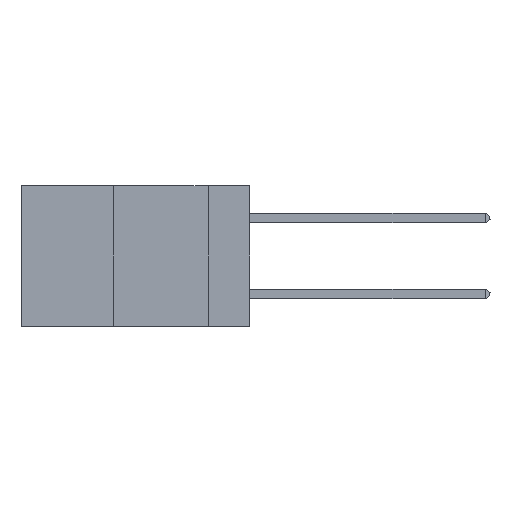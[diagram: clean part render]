
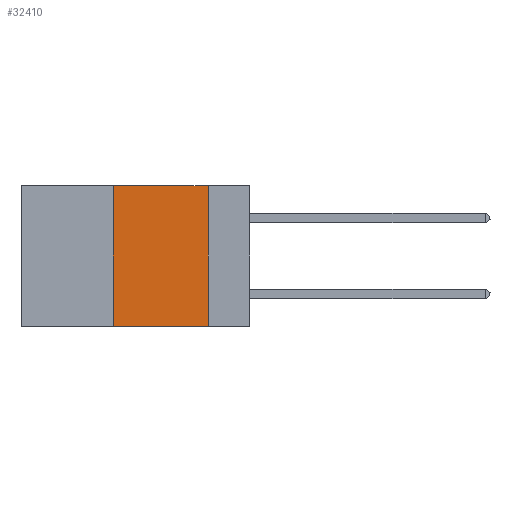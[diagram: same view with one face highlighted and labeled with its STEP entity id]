
A CAD part, left-side view. The second image highlights one B-rep face of the part: STEP entity #32410.
In plain terms, the highlighted planar face has unit normal (-1, 0, 0).
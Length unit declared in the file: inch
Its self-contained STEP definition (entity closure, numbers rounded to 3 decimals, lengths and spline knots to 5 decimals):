
#888 = EDGE_CURVE ( 'NONE', #20008, #16457, #30776, .T. ) ;
#1714 = DIRECTION ( 'NONE',  ( 0., 0., -1. ) ) ;
#9515 = DIRECTION ( 'NONE',  ( 0., -1., 0. ) ) ;
#9999 = FACE_OUTER_BOUND ( 'NONE', #29621, .T. ) ;
#10939 = PLANE ( 'NONE',  #37889 ) ;
#12882 = DIRECTION ( 'NONE',  ( 0., 0., -1. ) ) ;
#14728 = CARTESIAN_POINT ( 'NONE',  ( 0., 0.36, 0. ) ) ;
#16243 = ORIENTED_EDGE ( 'NONE', *, *, #17428, .T. ) ;
#16457 = VERTEX_POINT ( 'NONE', #25225 ) ;
#17422 = DIRECTION ( 'NONE',  ( 0., -1., 0. ) ) ;
#17428 = EDGE_CURVE ( 'NONE', #34929, #16457, #34154, .T. ) ;
#17962 = VECTOR ( 'NONE', #17422, 39.37008 ) ;
#18093 = VECTOR ( 'NONE', #9515, 39.37008 ) ;
#19039 = LINE ( 'NONE', #36844, #18093 ) ;
#19735 = LINE ( 'NONE', #35550, #34962 ) ;
#20008 = VERTEX_POINT ( 'NONE', #22086 ) ;
#20210 = DIRECTION ( 'NONE',  ( 1., 0., 0. ) ) ;
#20508 = ORIENTED_EDGE ( 'NONE', *, *, #888, .F. ) ;
#22086 = CARTESIAN_POINT ( 'NONE',  ( 0., 0.11, 0. ) ) ;
#23426 = CARTESIAN_POINT ( 'NONE',  ( 0., 0.6, -0.37 ) ) ;
#25225 = CARTESIAN_POINT ( 'NONE',  ( 0., 0.11, -0.37 ) ) ;
#28258 = CARTESIAN_POINT ( 'NONE',  ( 0., 0.11, 0. ) ) ;
#29621 = EDGE_LOOP ( 'NONE', ( #20508, #31555, #33711, #16243 ) ) ;
#29814 = VECTOR ( 'NONE', #12882, 39.37008 ) ;
#30776 = LINE ( 'NONE', #28258, #29814 ) ;
#31555 = ORIENTED_EDGE ( 'NONE', *, *, #38092, .F. ) ;
#32410 = ADVANCED_FACE ( 'NONE', ( #9999 ), #10939, .F. ) ;
#32589 = VERTEX_POINT ( 'NONE', #14728 ) ;
#33711 = ORIENTED_EDGE ( 'NONE', *, *, #35030, .F. ) ;
#34154 = LINE ( 'NONE', #23426, #17962 ) ;
#34929 = VERTEX_POINT ( 'NONE', #38021 ) ;
#34962 = VECTOR ( 'NONE', #38547, 39.37008 ) ;
#35030 = EDGE_CURVE ( 'NONE', #34929, #32589, #19735, .T. ) ;
#35550 = CARTESIAN_POINT ( 'NONE',  ( 0., 0.36, 0. ) ) ;
#36844 = CARTESIAN_POINT ( 'NONE',  ( 0., 0.6, 0. ) ) ;
#37889 = AXIS2_PLACEMENT_3D ( 'NONE', #38344, #20210, #1714 ) ;
#38021 = CARTESIAN_POINT ( 'NONE',  ( 0., 0.36, -0.37 ) ) ;
#38092 = EDGE_CURVE ( 'NONE', #32589, #20008, #19039, .T. ) ;
#38344 = CARTESIAN_POINT ( 'NONE',  ( 0., 0.6, 0. ) ) ;
#38547 = DIRECTION ( 'NONE',  ( 0., 0., 1. ) ) ;
